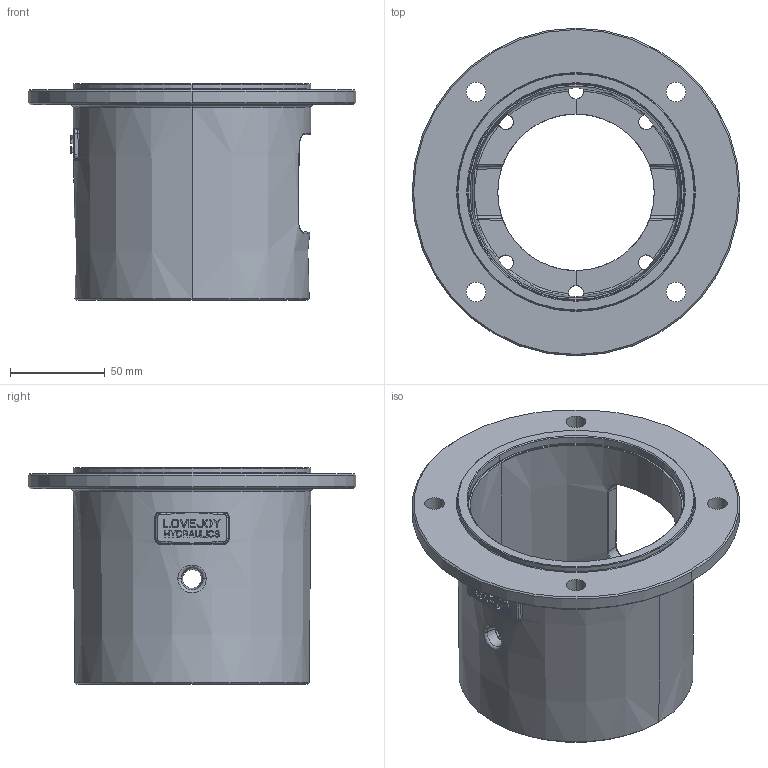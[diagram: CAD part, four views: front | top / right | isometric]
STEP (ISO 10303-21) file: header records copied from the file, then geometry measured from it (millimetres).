
FILE_DESCRIPTION((''),'2;1');
FILE_NAME('84527105185_ASM','2013-04-26T',('ppetruska'),(''),'PRO/ENGINEER BY PARAMETRIC TECHNOLOGY CORPORATION, 2012480','PRO/ENGINEER BY PARAMETRIC TECHNOLOGY CORPORATION, 2012480','');
FILE_SCHEMA(('CONFIG_CONTROL_DESIGN'));
Length unit declared in the file: inch
Products named in the file (3): 84527106012_AF8; 84527106017_AF7_ASM; 84527105185_ASM
Assembly tree (2 placements, depth 3):
  84527105185_ASM
    84527106017_AF7_ASM
      84527106012_AF8
Bounding box: 172.97 x 172.97 x 114.3 mm (x, y, z)
Volume: 424285.8 mm3; surface area: 118078.8 mm2
Topology: 1 solids, 1 shells, 551 faces, 1503 edges, 974 vertices
Faces by surface type: plane 403, bspline 51, cylinder 46, cone 30, torus 13, extrusion 4, sphere 4
Entity records: 20638 total; most frequent: CARTESIAN_POINT 6913, ORIENTED_EDGE 3006, DIRECTION 2535, EDGE_CURVE 1503, VECTOR 1195, LINE 1191, VERTEX_POINT 974, AXIS2_PLACEMENT_3D 670
